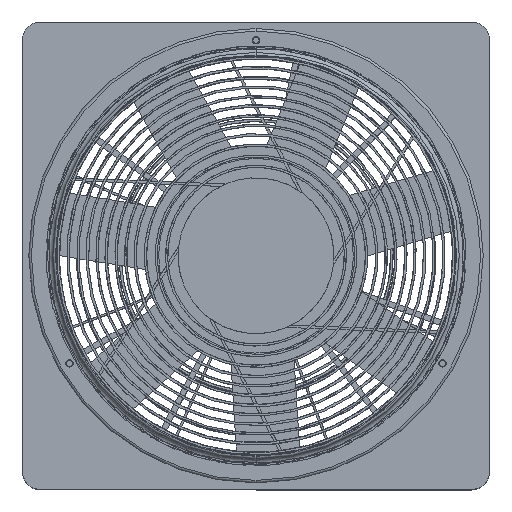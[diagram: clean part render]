
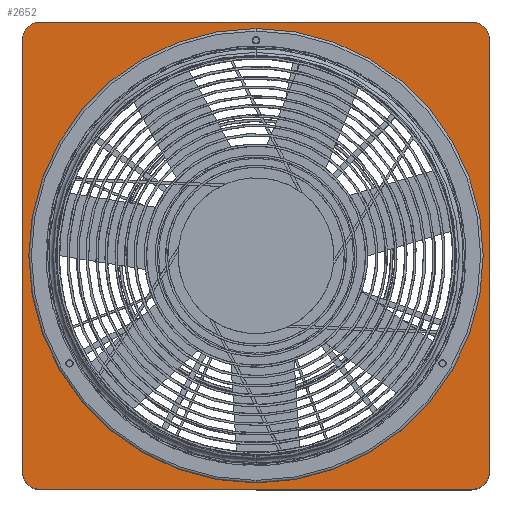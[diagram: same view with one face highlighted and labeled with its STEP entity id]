
A CAD part, top view. The second image highlights one B-rep face of the part: STEP entity #2652.
In plain terms, the highlighted face is planar.
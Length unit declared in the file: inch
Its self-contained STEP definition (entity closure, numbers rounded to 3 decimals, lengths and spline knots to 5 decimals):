
#4 = CARTESIAN_POINT ( 'NONE',  ( -8.3, 1., 9. ) ) ;
#173 = DIRECTION ( 'NONE',  ( 0., 1., 0. ) ) ;
#561 = AXIS2_PLACEMENT_3D ( 'NONE', #20833, #8706, #22852 ) ;
#846 = ORIENTED_EDGE ( 'NONE', *, *, #8659, .T. ) ;
#886 = LINE ( 'NONE', #1603, #23685 ) ;
#1473 = AXIS2_PLACEMENT_3D ( 'NONE', #24210, #12130, #26240 ) ;
#1603 = CARTESIAN_POINT ( 'NONE',  ( 9., 1., -8.3 ) ) ;
#1869 = EDGE_CURVE ( 'NONE', #5419, #24663, #5758, .T. ) ;
#2018 = VECTOR ( 'NONE', #22318, 39.37008 ) ;
#2123 = CARTESIAN_POINT ( 'NONE',  ( -8.3, 1., -8.3 ) ) ;
#2642 = CARTESIAN_POINT ( 'NONE',  ( 0., 1., 0. ) ) ;
#2652 = ADVANCED_FACE ( 'NONE', ( #8371, #21645 ), #14261, .T. ) ;
#2978 = ORIENTED_EDGE ( 'NONE', *, *, #4522, .T. ) ;
#3792 = CARTESIAN_POINT ( 'NONE',  ( 9., 1., -8.3 ) ) ;
#3839 = DIRECTION ( 'NONE',  ( 0., 0., 1. ) ) ;
#3910 = AXIS2_PLACEMENT_3D ( 'NONE', #8650, #22786, #10688 ) ;
#3976 = EDGE_CURVE ( 'NONE', #24663, #12083, #11525, .T. ) ;
#4224 = VERTEX_POINT ( 'NONE', #8934 ) ;
#4522 = EDGE_CURVE ( 'NONE', #12083, #9421, #17237, .T. ) ;
#4675 = DIRECTION ( 'NONE',  ( 0., 0., 1. ) ) ;
#4688 = CARTESIAN_POINT ( 'NONE',  ( 9., 1., 8.3 ) ) ;
#4730 = VECTOR ( 'NONE', #13714, 39.37008 ) ;
#4966 = VERTEX_POINT ( 'NONE', #3792 ) ;
#5098 = CARTESIAN_POINT ( 'NONE',  ( 0., 1., 0. ) ) ;
#5243 = CIRCLE ( 'NONE', #21774, 0.7 ) ;
#5419 = VERTEX_POINT ( 'NONE', #22804 ) ;
#5533 = VERTEX_POINT ( 'NONE', #12988 ) ;
#5758 = CIRCLE ( 'NONE', #3910, 0.7 ) ;
#6113 = EDGE_CURVE ( 'NONE', #9421, #4966, #886, .T. ) ;
#6525 = CARTESIAN_POINT ( 'NONE',  ( 8.3, 1., -9. ) ) ;
#7162 = DIRECTION ( 'NONE',  ( 0., 0., 1. ) ) ;
#7614 = AXIS2_PLACEMENT_3D ( 'NONE', #5098, #19250, #7162 ) ;
#8371 = FACE_BOUND ( 'NONE', #9546, .T. ) ;
#8579 = DIRECTION ( 'NONE',  ( 0., 1., 0. ) ) ;
#8650 = CARTESIAN_POINT ( 'NONE',  ( -8.3, 1., 8.3 ) ) ;
#8659 = EDGE_CURVE ( 'NONE', #4966, #25194, #5243, .T. ) ;
#8706 = DIRECTION ( 'NONE',  ( 0., 1., 0. ) ) ;
#8934 = CARTESIAN_POINT ( 'NONE',  ( 0., 1., -7.9 ) ) ;
#9421 = VERTEX_POINT ( 'NONE', #4688 ) ;
#9546 = EDGE_LOOP ( 'NONE', ( #19232, #12775 ) ) ;
#9604 = ORIENTED_EDGE ( 'NONE', *, *, #6113, .T. ) ;
#9671 = DIRECTION ( 'NONE',  ( 0., 0., -1. ) ) ;
#9677 = CARTESIAN_POINT ( 'NONE',  ( 8.3, 1., 9. ) ) ;
#10087 = VERTEX_POINT ( 'NONE', #25000 ) ;
#10363 = EDGE_CURVE ( 'NONE', #5533, #5419, #18974, .T. ) ;
#10470 = EDGE_CURVE ( 'NONE', #25194, #10087, #10764, .T. ) ;
#10688 = DIRECTION ( 'NONE',  ( 0., 0., 1. ) ) ;
#10764 = LINE ( 'NONE', #25819, #4730 ) ;
#11140 = CIRCLE ( 'NONE', #7614, 7.9 ) ;
#11268 = EDGE_CURVE ( 'NONE', #19340, #4224, #11140, .T. ) ;
#11525 = LINE ( 'NONE', #4, #2018 ) ;
#12009 = ORIENTED_EDGE ( 'NONE', *, *, #1869, .T. ) ;
#12083 = VERTEX_POINT ( 'NONE', #9677 ) ;
#12130 = DIRECTION ( 'NONE',  ( 0., 1., 0. ) ) ;
#12222 = ORIENTED_EDGE ( 'NONE', *, *, #16438, .T. ) ;
#12775 = ORIENTED_EDGE ( 'NONE', *, *, #20510, .F. ) ;
#12988 = CARTESIAN_POINT ( 'NONE',  ( -9., 1., -8.3 ) ) ;
#13714 = DIRECTION ( 'NONE',  ( -1., 0., 0. ) ) ;
#14261 = PLANE ( 'NONE',  #23086 ) ;
#14341 = DIRECTION ( 'NONE',  ( 0., 0., 1. ) ) ;
#15091 = EDGE_LOOP ( 'NONE', ( #12222, #25344, #12009, #17314, #2978, #9604, #846, #19558 ) ) ;
#16438 = EDGE_CURVE ( 'NONE', #10087, #5533, #23375, .T. ) ;
#16804 = DIRECTION ( 'NONE',  ( 0., 1., 0. ) ) ;
#17237 = CIRCLE ( 'NONE', #1473, 0.7 ) ;
#17314 = ORIENTED_EDGE ( 'NONE', *, *, #3976, .T. ) ;
#18003 = CARTESIAN_POINT ( 'NONE',  ( -9., 1., -8.3 ) ) ;
#18974 = LINE ( 'NONE', #18003, #23711 ) ;
#19232 = ORIENTED_EDGE ( 'NONE', *, *, #11268, .F. ) ;
#19250 = DIRECTION ( 'NONE',  ( 0., 1., 0. ) ) ;
#19340 = VERTEX_POINT ( 'NONE', #24199 ) ;
#19558 = ORIENTED_EDGE ( 'NONE', *, *, #10470, .T. ) ;
#19891 = AXIS2_PLACEMENT_3D ( 'NONE', #2642, #16804, #4675 ) ;
#20510 = EDGE_CURVE ( 'NONE', #4224, #19340, #25452, .T. ) ;
#20688 = CARTESIAN_POINT ( 'NONE',  ( 8.3, 1., -8.3 ) ) ;
#20833 = CARTESIAN_POINT ( 'NONE',  ( -8.3, 1., -8.3 ) ) ;
#21645 = FACE_OUTER_BOUND ( 'NONE', #15091, .T. ) ;
#21774 = AXIS2_PLACEMENT_3D ( 'NONE', #20688, #8579, #22697 ) ;
#22318 = DIRECTION ( 'NONE',  ( 1., 0., 0. ) ) ;
#22697 = DIRECTION ( 'NONE',  ( 0., 0., 1. ) ) ;
#22786 = DIRECTION ( 'NONE',  ( 0., 1., 0. ) ) ;
#22804 = CARTESIAN_POINT ( 'NONE',  ( -9., 1., 8.3 ) ) ;
#22852 = DIRECTION ( 'NONE',  ( 0., 0., 1. ) ) ;
#22969 = CARTESIAN_POINT ( 'NONE',  ( -8.3, 1., 9. ) ) ;
#23086 = AXIS2_PLACEMENT_3D ( 'NONE', #2123, #173, #14341 ) ;
#23375 = CIRCLE ( 'NONE', #561, 0.7 ) ;
#23685 = VECTOR ( 'NONE', #9671, 39.37008 ) ;
#23711 = VECTOR ( 'NONE', #3839, 39.37008 ) ;
#24199 = CARTESIAN_POINT ( 'NONE',  ( 0., 1., 7.9 ) ) ;
#24210 = CARTESIAN_POINT ( 'NONE',  ( 8.3, 1., 8.3 ) ) ;
#24663 = VERTEX_POINT ( 'NONE', #22969 ) ;
#25000 = CARTESIAN_POINT ( 'NONE',  ( -8.3, 1., -9. ) ) ;
#25194 = VERTEX_POINT ( 'NONE', #6525 ) ;
#25344 = ORIENTED_EDGE ( 'NONE', *, *, #10363, .T. ) ;
#25452 = CIRCLE ( 'NONE', #19891, 7.9 ) ;
#25819 = CARTESIAN_POINT ( 'NONE',  ( -8.3, 1., -9. ) ) ;
#26240 = DIRECTION ( 'NONE',  ( 0., 0., 1. ) ) ;
